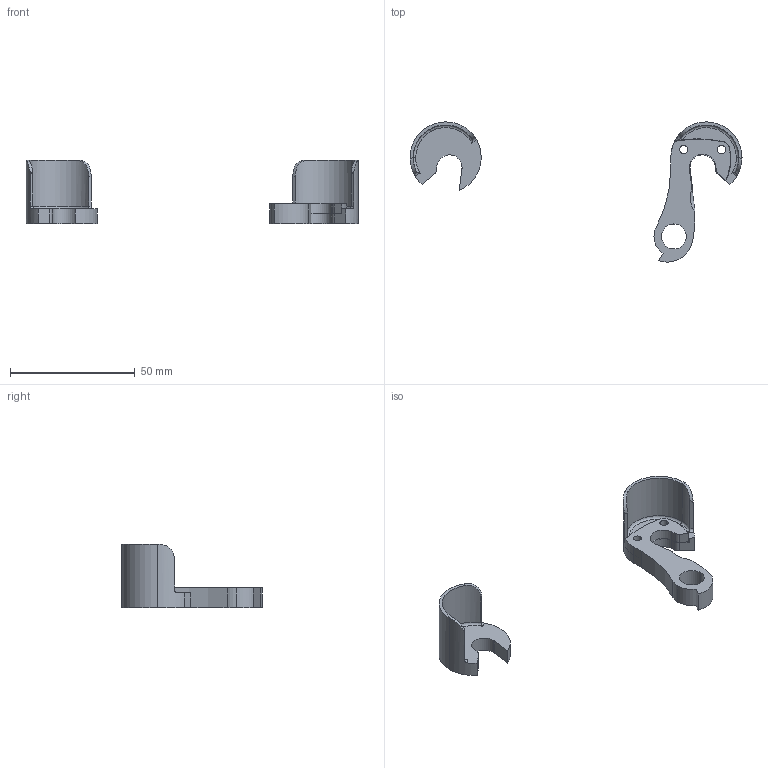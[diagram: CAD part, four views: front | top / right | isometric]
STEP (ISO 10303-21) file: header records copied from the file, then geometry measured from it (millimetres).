
FILE_DESCRIPTION (( 'STEP AP214' ), '1' );
FILE_NAME ('DR0022.STEP', '2012-07-03T17:13:14', ( 'BobCad' ), ( 'Microsoft' ), 'SwSTEP 2.0', 'SolidWorks 2012', '' );
FILE_SCHEMA (( 'AUTOMOTIVE_DESIGN' ));
Length unit declared in the file: millimetre
Products named in the file (4): DR4021; DR0022L; DR0022; DR0022R
Assembly tree (3 placements, depth 2):
  DR0022
    DR0022L
    DR0022R
    DR4021
Bounding box: 133.2 x 56.26 x 25.4 mm (x, y, z)
Volume: 9881.3 mm3; surface area: 9150.9 mm2
Topology: 3 solids, 3 shells, 95 faces, 253 edges, 165 vertices
Faces by surface type: cylinder 57, plane 27, cone 7, torus 4
Entity records: 3386 total; most frequent: CARTESIAN_POINT 795, DIRECTION 542, ORIENTED_EDGE 506, EDGE_CURVE 253, AXIS2_PLACEMENT_3D 216, VERTEX_POINT 165, CIRCLE 115, VECTOR 110
